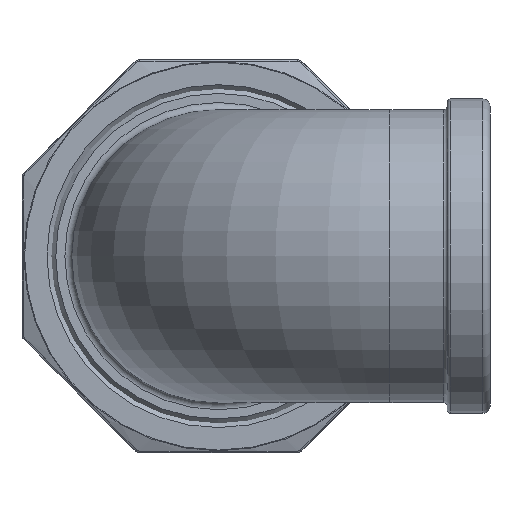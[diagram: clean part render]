
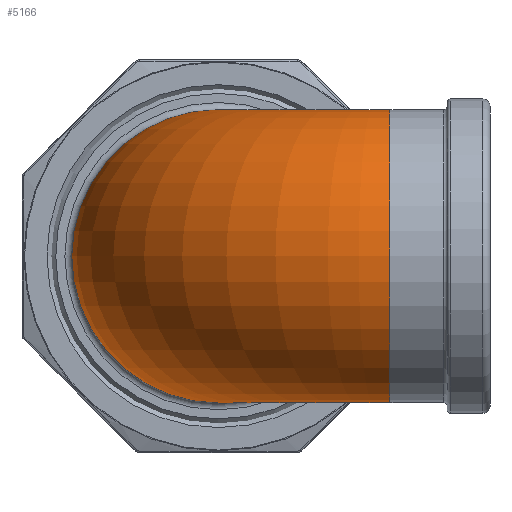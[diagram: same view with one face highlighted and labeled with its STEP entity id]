
A CAD part, left-side view. The second image highlights one B-rep face of the part: STEP entity #5166.
In plain terms, the highlighted toroidal (fillet/blend) face has major radius 24 mm and minor radius 20.5 mm.
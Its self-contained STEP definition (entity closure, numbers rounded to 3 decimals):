
#79 = AXIS2_PLACEMENT_3D ( 'NONE', #8003, #18937, #14424 ) ;
#1186 = CARTESIAN_POINT ( 'NONE',  ( -24., -24., 0. ) ) ;
#2044 = FACE_OUTER_BOUND ( 'NONE', #4667, .T. ) ;
#2972 = DIRECTION ( 'NONE',  ( 0., -1., 0. ) ) ;
#3175 = CIRCLE ( 'NONE', #16653, 20.5 ) ;
#4079 = CIRCLE ( 'NONE', #16310, 20.5 ) ;
#4145 = CARTESIAN_POINT ( 'NONE',  ( -20.5, 0., 0. ) ) ;
#4667 = EDGE_LOOP ( 'NONE', ( #17351 ) ) ;
#5166 = ADVANCED_FACE ( 'NONE', ( #5469, #2044 ), #16042, .T. ) ;
#5469 = FACE_OUTER_BOUND ( 'NONE', #18073, .T. ) ;
#7771 = EDGE_CURVE ( 'NONE', #15525, #15525, #4079, .T. ) ;
#8003 = CARTESIAN_POINT ( 'NONE',  ( -20.5, -24., 0. ) ) ;
#8549 = DIRECTION ( 'NONE',  ( 0., -1., 0. ) ) ;
#9595 = CARTESIAN_POINT ( 'NONE',  ( -20.5, -20.5, 0. ) ) ;
#10128 = DIRECTION ( 'NONE',  ( -1., 0., 0. ) ) ;
#10192 = VERTEX_POINT ( 'NONE', #1186 ) ;
#12004 = DIRECTION ( 'NONE',  ( 1., 0., 0. ) ) ;
#12239 = ORIENTED_EDGE ( 'NONE', *, *, #14679, .F. ) ;
#13183 = CARTESIAN_POINT ( 'NONE',  ( -44.5, -24., 0. ) ) ;
#14424 = DIRECTION ( 'NONE',  ( 1., 0., 0. ) ) ;
#14679 = EDGE_CURVE ( 'NONE', #10192, #10192, #3175, .T. ) ;
#15525 = VERTEX_POINT ( 'NONE', #9595 ) ;
#16042 = TOROIDAL_SURFACE ( 'NONE', #79, 24., 20.5 ) ;
#16310 = AXIS2_PLACEMENT_3D ( 'NONE', #4145, #10128, #8549 ) ;
#16653 = AXIS2_PLACEMENT_3D ( 'NONE', #13183, #2972, #12004 ) ;
#17351 = ORIENTED_EDGE ( 'NONE', *, *, #7771, .T. ) ;
#18073 = EDGE_LOOP ( 'NONE', ( #12239 ) ) ;
#18937 = DIRECTION ( 'NONE',  ( 0., 0., 1. ) ) ;
